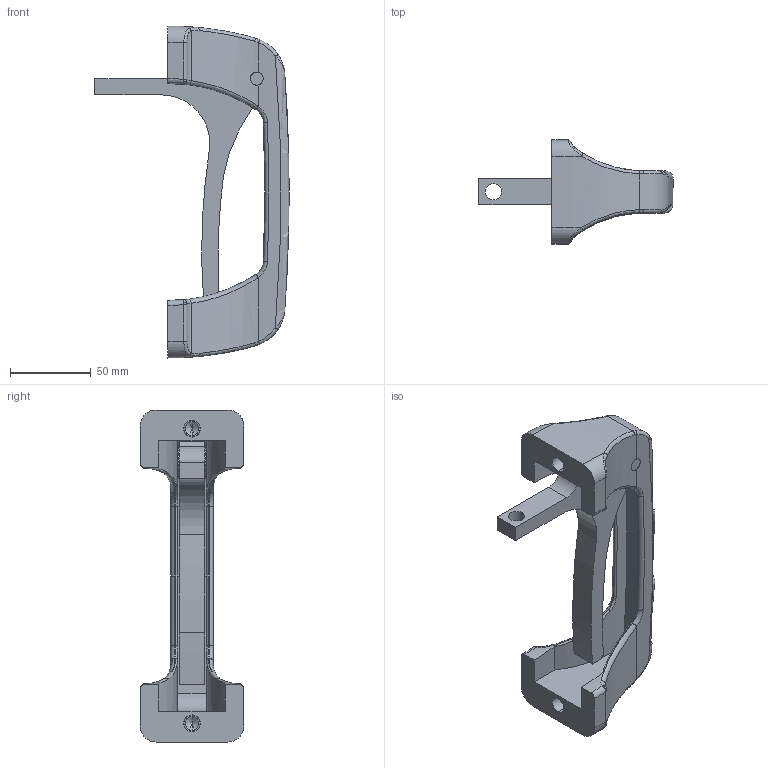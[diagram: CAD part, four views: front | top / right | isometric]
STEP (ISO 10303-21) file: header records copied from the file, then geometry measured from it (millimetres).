
FILE_DESCRIPTION (( 'STEP AP203' ), '1' );
FILE_NAME ('A-869-1.STEP', '2017-04-26T02:41:29', ( '' ), ( '' ), 'SwSTEP 2.0', 'SolidWorks 2014', '' );
FILE_SCHEMA (( 'CONFIG_CONTROL_DESIGN' ));
Length unit declared in the file: millimetre
Products named in the file (4): A-869-1取手部_; A-869-1; A-869-1トリガー_; A-869-1ピン_
Assembly tree (3 placements, depth 2):
  A-869-1
    A-869-1取手部_
    A-869-1トリガー_
    A-869-1ピン_
Bounding box: 120 x 64 x 205 mm (x, y, z)
Volume: 188268.2 mm3; surface area: 63390.8 mm2
Topology: 3 solids, 3 shells, 188 faces, 474 edges, 282 vertices
Faces by surface type: cylinder 75, bspline 54, plane 29, torus 22, cone 8
Entity records: 8416 total; most frequent: CARTESIAN_POINT 3896, ORIENTED_EDGE 924, DIRECTION 800, EDGE_CURVE 462, AXIS2_PLACEMENT_3D 338, VERTEX_POINT 282, EDGE_LOOP 200, CIRCLE 198
